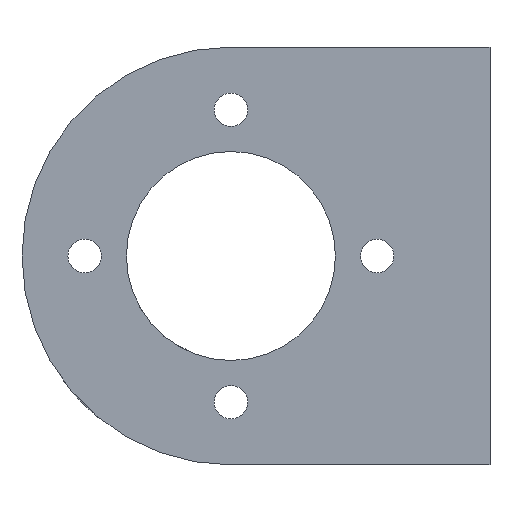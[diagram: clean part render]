
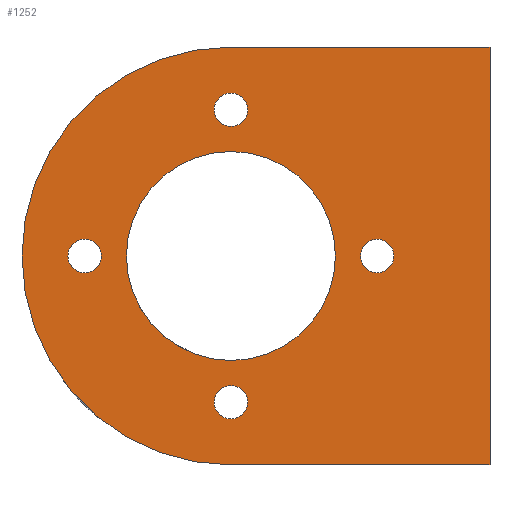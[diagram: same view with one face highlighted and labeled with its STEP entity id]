
A CAD part, left-side view. The second image highlights one B-rep face of the part: STEP entity #1252.
In plain terms, the highlighted planar face has unit normal (-1, 0, 0).
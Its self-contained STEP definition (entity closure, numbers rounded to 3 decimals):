
#3 = EDGE_CURVE ( 'NONE', #693, #16, #151, .T. ) ;
#14 = CARTESIAN_POINT ( 'NONE',  ( -10., 31., 25. ) ) ;
#16 = VERTEX_POINT ( 'NONE', #1369 ) ;
#22 = DIRECTION ( 'NONE',  ( 1., 0., 0. ) ) ;
#25 = DIRECTION ( 'NONE',  ( 0., 0., 1. ) ) ;
#40 = FACE_BOUND ( 'NONE', #1164, .T. ) ;
#41 = VERTEX_POINT ( 'NONE', #525 ) ;
#43 = CARTESIAN_POINT ( 'NONE',  ( -10., 0., 25. ) ) ;
#49 = EDGE_CURVE ( 'NONE', #1111, #808, #650, .T. ) ;
#74 = EDGE_LOOP ( 'NONE', ( #1067, #823 ) ) ;
#80 = DIRECTION ( 'NONE',  ( -1., 0., 0. ) ) ;
#88 = ORIENTED_EDGE ( 'NONE', *, *, #413, .T. ) ;
#94 = CIRCLE ( 'NONE', #619, 12.5 ) ;
#98 = CARTESIAN_POINT ( 'NONE',  ( -10., 13.5, 0. ) ) ;
#103 = CARTESIAN_POINT ( 'NONE',  ( -10., 48.5, 2. ) ) ;
#116 = VERTEX_POINT ( 'NONE', #691 ) ;
#124 = DIRECTION ( 'NONE',  ( -1., 0., 0. ) ) ;
#139 = EDGE_CURVE ( 'NONE', #116, #611, #1013, .T. ) ;
#151 = CIRCLE ( 'NONE', #207, 2. ) ;
#152 = DIRECTION ( 'NONE',  ( 0., 0., 1. ) ) ;
#171 = VERTEX_POINT ( 'NONE', #1201 ) ;
#176 = FACE_BOUND ( 'NONE', #904, .T. ) ;
#179 = AXIS2_PLACEMENT_3D ( 'NONE', #1273, #124, #692 ) ;
#184 = ORIENTED_EDGE ( 'NONE', *, *, #994, .F. ) ;
#206 = DIRECTION ( 'NONE',  ( 0., 0., 1. ) ) ;
#207 = AXIS2_PLACEMENT_3D ( 'NONE', #1435, #360, #713 ) ;
#233 = DIRECTION ( 'NONE',  ( -1., 0., 0. ) ) ;
#242 = AXIS2_PLACEMENT_3D ( 'NONE', #1160, #233, #700 ) ;
#246 = CARTESIAN_POINT ( 'NONE',  ( -10., 31., 15.5 ) ) ;
#281 = FACE_BOUND ( 'NONE', #1079, .T. ) ;
#296 = DIRECTION ( 'NONE',  ( 0., 0., 1. ) ) ;
#305 = CARTESIAN_POINT ( 'NONE',  ( -10., 48.5, 0. ) ) ;
#312 = VERTEX_POINT ( 'NONE', #1290 ) ;
#345 = CARTESIAN_POINT ( 'NONE',  ( -10., 31., 17.5 ) ) ;
#354 = CARTESIAN_POINT ( 'NONE',  ( -10., 0., -25. ) ) ;
#355 = CARTESIAN_POINT ( 'NONE',  ( -10., 31., 17.5 ) ) ;
#360 = DIRECTION ( 'NONE',  ( -1., 0., 0. ) ) ;
#369 = FACE_BOUND ( 'NONE', #1328, .T. ) ;
#388 = ORIENTED_EDGE ( 'NONE', *, *, #638, .T. ) ;
#413 = EDGE_CURVE ( 'NONE', #1111, #848, #1086, .T. ) ;
#418 = CARTESIAN_POINT ( 'NONE',  ( -10., 31., -15.5 ) ) ;
#430 = ORIENTED_EDGE ( 'NONE', *, *, #1493, .F. ) ;
#432 = DIRECTION ( 'NONE',  ( -1., 0., 0. ) ) ;
#516 = CIRCLE ( 'NONE', #179, 2. ) ;
#523 = VECTOR ( 'NONE', #1367, 1000. ) ;
#525 = CARTESIAN_POINT ( 'NONE',  ( -10., 48.5, -2. ) ) ;
#558 = CARTESIAN_POINT ( 'NONE',  ( -10., 31., -12.5 ) ) ;
#591 = ORIENTED_EDGE ( 'NONE', *, *, #821, .F. ) ;
#606 = VERTEX_POINT ( 'NONE', #418 ) ;
#611 = VERTEX_POINT ( 'NONE', #246 ) ;
#615 = CARTESIAN_POINT ( 'NONE',  ( -10., 31., -25. ) ) ;
#619 = AXIS2_PLACEMENT_3D ( 'NONE', #1341, #1463, #627 ) ;
#627 = DIRECTION ( 'NONE',  ( 0., 0., 1. ) ) ;
#638 = EDGE_CURVE ( 'NONE', #848, #1102, #1268, .T. ) ;
#640 = FACE_OUTER_BOUND ( 'NONE', #680, .T. ) ;
#648 = AXIS2_PLACEMENT_3D ( 'NONE', #98, #432, #296 ) ;
#650 = LINE ( 'NONE', #1205, #1382 ) ;
#659 = DIRECTION ( 'NONE',  ( 0., 0., 1. ) ) ;
#672 = CIRCLE ( 'NONE', #737, 2. ) ;
#680 = EDGE_LOOP ( 'NONE', ( #88, #388, #995, #697 ) ) ;
#691 = CARTESIAN_POINT ( 'NONE',  ( -10., 31., 19.5 ) ) ;
#692 = DIRECTION ( 'NONE',  ( 0., 0., 1. ) ) ;
#693 = VERTEX_POINT ( 'NONE', #1416 ) ;
#697 = ORIENTED_EDGE ( 'NONE', *, *, #49, .F. ) ;
#700 = DIRECTION ( 'NONE',  ( 0., 0., 1. ) ) ;
#713 = DIRECTION ( 'NONE',  ( 0., 0., 1. ) ) ;
#715 = AXIS2_PLACEMENT_3D ( 'NONE', #1297, #1175, #826 ) ;
#737 = AXIS2_PLACEMENT_3D ( 'NONE', #790, #767, #206 ) ;
#751 = PLANE ( 'NONE',  #1115 ) ;
#755 = EDGE_CURVE ( 'NONE', #611, #116, #800, .T. ) ;
#765 = ORIENTED_EDGE ( 'NONE', *, *, #1408, .F. ) ;
#767 = DIRECTION ( 'NONE',  ( -1., 0., 0. ) ) ;
#768 = CIRCLE ( 'NONE', #1200, 2. ) ;
#770 = DIRECTION ( 'NONE',  ( 0., 0., 1. ) ) ;
#790 = CARTESIAN_POINT ( 'NONE',  ( -10., 31., -17.5 ) ) ;
#800 = CIRCLE ( 'NONE', #1161, 2. ) ;
#808 = VERTEX_POINT ( 'NONE', #43 ) ;
#821 = EDGE_CURVE ( 'NONE', #1292, #312, #94, .T. ) ;
#823 = ORIENTED_EDGE ( 'NONE', *, *, #755, .F. ) ;
#826 = DIRECTION ( 'NONE',  ( 0., 0., 1. ) ) ;
#840 = DIRECTION ( 'NONE',  ( 0., -1., 0. ) ) ;
#848 = VERTEX_POINT ( 'NONE', #615 ) ;
#868 = EDGE_CURVE ( 'NONE', #16, #693, #1240, .T. ) ;
#888 = EDGE_CURVE ( 'NONE', #1102, #808, #1487, .T. ) ;
#904 = EDGE_LOOP ( 'NONE', ( #184, #1236 ) ) ;
#926 = VERTEX_POINT ( 'NONE', #103 ) ;
#934 = CIRCLE ( 'NONE', #242, 12.5 ) ;
#994 = EDGE_CURVE ( 'NONE', #606, #171, #1016, .T. ) ;
#995 = ORIENTED_EDGE ( 'NONE', *, *, #888, .T. ) ;
#1003 = DIRECTION ( 'NONE',  ( -1., 0., 0. ) ) ;
#1005 = ORIENTED_EDGE ( 'NONE', *, *, #3, .F. ) ;
#1009 = DIRECTION ( 'NONE',  ( 0., -1., 0. ) ) ;
#1013 = CIRCLE ( 'NONE', #1052, 2. ) ;
#1016 = CIRCLE ( 'NONE', #1405, 2. ) ;
#1029 = CARTESIAN_POINT ( 'NONE',  ( -10., 0., 25. ) ) ;
#1052 = AXIS2_PLACEMENT_3D ( 'NONE', #345, #80, #152 ) ;
#1067 = ORIENTED_EDGE ( 'NONE', *, *, #139, .F. ) ;
#1079 = EDGE_LOOP ( 'NONE', ( #1345, #765 ) ) ;
#1086 = CIRCLE ( 'NONE', #715, 25. ) ;
#1102 = VERTEX_POINT ( 'NONE', #354 ) ;
#1111 = VERTEX_POINT ( 'NONE', #14 ) ;
#1115 = AXIS2_PLACEMENT_3D ( 'NONE', #1218, #22, #1185 ) ;
#1160 = CARTESIAN_POINT ( 'NONE',  ( -10., 31., 0. ) ) ;
#1161 = AXIS2_PLACEMENT_3D ( 'NONE', #355, #1295, #25 ) ;
#1164 = EDGE_LOOP ( 'NONE', ( #1005, #1496 ) ) ;
#1175 = DIRECTION ( 'NONE',  ( -1., 0., 0. ) ) ;
#1185 = DIRECTION ( 'NONE',  ( 0., 0., -1. ) ) ;
#1200 = AXIS2_PLACEMENT_3D ( 'NONE', #305, #1003, #659 ) ;
#1201 = CARTESIAN_POINT ( 'NONE',  ( -10., 31., -19.5 ) ) ;
#1205 = CARTESIAN_POINT ( 'NONE',  ( -10., 56., 25. ) ) ;
#1218 = CARTESIAN_POINT ( 'NONE',  ( -10., 56., 25. ) ) ;
#1236 = ORIENTED_EDGE ( 'NONE', *, *, #1366, .F. ) ;
#1240 = CIRCLE ( 'NONE', #648, 2. ) ;
#1252 = ADVANCED_FACE ( 'NONE', ( #369, #40, #281, #1338, #176, #640 ), #751, .F. ) ;
#1254 = DIRECTION ( 'NONE',  ( -1., 0., 0. ) ) ;
#1268 = LINE ( 'NONE', #1386, #1358 ) ;
#1273 = CARTESIAN_POINT ( 'NONE',  ( -10., 48.5, 0. ) ) ;
#1290 = CARTESIAN_POINT ( 'NONE',  ( -10., 31., 12.5 ) ) ;
#1292 = VERTEX_POINT ( 'NONE', #558 ) ;
#1295 = DIRECTION ( 'NONE',  ( -1., 0., 0. ) ) ;
#1297 = CARTESIAN_POINT ( 'NONE',  ( -10., 31., 0. ) ) ;
#1328 = EDGE_LOOP ( 'NONE', ( #430, #591 ) ) ;
#1338 = FACE_BOUND ( 'NONE', #74, .T. ) ;
#1341 = CARTESIAN_POINT ( 'NONE',  ( -10., 31., 0. ) ) ;
#1345 = ORIENTED_EDGE ( 'NONE', *, *, #1365, .F. ) ;
#1357 = CARTESIAN_POINT ( 'NONE',  ( -10., 31., -17.5 ) ) ;
#1358 = VECTOR ( 'NONE', #840, 1000. ) ;
#1365 = EDGE_CURVE ( 'NONE', #926, #41, #768, .T. ) ;
#1366 = EDGE_CURVE ( 'NONE', #171, #606, #672, .T. ) ;
#1367 = DIRECTION ( 'NONE',  ( 0., 0., 1. ) ) ;
#1369 = CARTESIAN_POINT ( 'NONE',  ( -10., 13.5, -2. ) ) ;
#1382 = VECTOR ( 'NONE', #1009, 1000. ) ;
#1386 = CARTESIAN_POINT ( 'NONE',  ( -10., 56., -25. ) ) ;
#1405 = AXIS2_PLACEMENT_3D ( 'NONE', #1357, #1254, #770 ) ;
#1408 = EDGE_CURVE ( 'NONE', #41, #926, #516, .T. ) ;
#1416 = CARTESIAN_POINT ( 'NONE',  ( -10., 13.5, 2. ) ) ;
#1435 = CARTESIAN_POINT ( 'NONE',  ( -10., 13.5, 0. ) ) ;
#1463 = DIRECTION ( 'NONE',  ( -1., 0., 0. ) ) ;
#1487 = LINE ( 'NONE', #1029, #523 ) ;
#1493 = EDGE_CURVE ( 'NONE', #312, #1292, #934, .T. ) ;
#1496 = ORIENTED_EDGE ( 'NONE', *, *, #868, .F. ) ;
